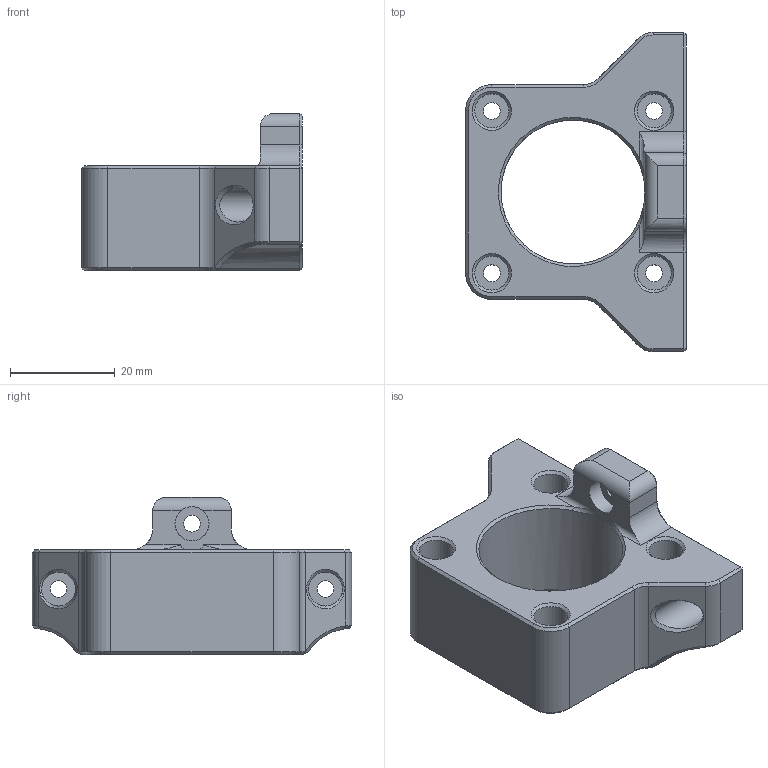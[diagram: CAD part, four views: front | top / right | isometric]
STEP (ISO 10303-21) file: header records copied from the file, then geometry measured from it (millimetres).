
FILE_DESCRIPTION(/* description */ ('STEP AP242','CAx-IF Rec.Pracs.---Representation and Presentation of Product Manufacturing Information (PMI)---4.0---2014-10-13','CAx-IF Rec.Pracs.---3D Tessellated Geometry---0.4---2014-09-14','2;1'),/* implementation_level */ '2;1');
FILE_NAME(/* name */ '684b1aed4efac255d2069cbc',/* time_stamp */ '2025-06-12T18:22:37Z',/* author */ (''),/* organization */ (''),/* preprocessor_version */ 'ST-DEVELOPER v20',/* originating_system */ 'ONSHAPE BY PTC INC, 1.199',/* authorisation */ ' ');
FILE_SCHEMA (('AP242_MANAGED_MODEL_BASED_3D_ENGINEERING_MIM_LF { 1 0 10303 442 1 1 4 }'));
Length unit declared in the file: metre
Products named in the file (1): Z Motor Mount
Bounding box: 42.15 x 61 x 30 mm (x, y, z)
Volume: 25439.5 mm3; surface area: 10024.2 mm2
Topology: 1 solids, 1 shells, 114 faces, 262 edges, 155 vertices
Faces by surface type: plane 54, cylinder 30, cone 22, bspline 8
Full cylindrical faces by diameter (mm): 3.2 x7, 6.5 x7, 27.5 x1
Entity records: 3611 total; most frequent: CARTESIAN_POINT 1206, DIRECTION 480, ORIENTED_EDGE 456, EDGE_CURVE 228, AXIS2_PLACEMENT_3D 178, EDGE_LOOP 157, FACE_BOUND 157, VERTEX_POINT 143
